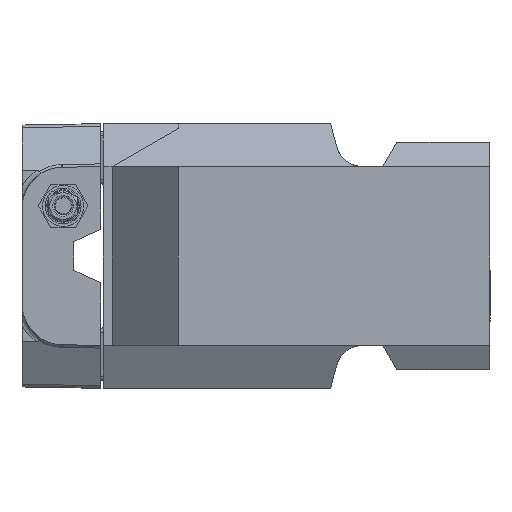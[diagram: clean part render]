
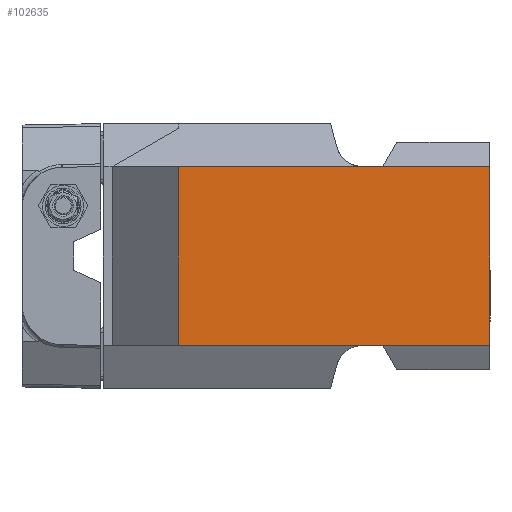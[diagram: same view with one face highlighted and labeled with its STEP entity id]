
A CAD part, left-side view. The second image highlights one B-rep face of the part: STEP entity #102635.
In plain terms, the highlighted planar face has unit normal (-1, 0, 0).
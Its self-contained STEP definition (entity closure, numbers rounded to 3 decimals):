
#9275 = CARTESIAN_POINT ( 'NONE',  ( -137.5, 174., -50. ) ) ;
#13008 = AXIS2_PLACEMENT_3D ( 'NONE', #95347, #160959, #63336 ) ;
#14309 = LINE ( 'NONE', #9275, #95936 ) ;
#17524 = ORIENTED_EDGE ( 'NONE', *, *, #25015, .T. ) ;
#18506 = VECTOR ( 'NONE', #130754, 1000. ) ;
#22420 = EDGE_CURVE ( 'NONE', #27535, #40682, #32033, .T. ) ;
#24819 = FACE_OUTER_BOUND ( 'NONE', #72430, .T. ) ;
#25015 = EDGE_CURVE ( 'NONE', #65184, #27535, #207144, .T. ) ;
#27535 = VERTEX_POINT ( 'NONE', #171139 ) ;
#32033 = LINE ( 'NONE', #88983, #118769 ) ;
#36532 = LINE ( 'NONE', #188873, #74787 ) ;
#39311 = ORIENTED_EDGE ( 'NONE', *, *, #22420, .T. ) ;
#40682 = VERTEX_POINT ( 'NONE', #137157 ) ;
#42071 = DIRECTION ( 'NONE',  ( 0., 0., 1. ) ) ;
#46910 = PLANE ( 'NONE',  #13008 ) ;
#58654 = DIRECTION ( 'NONE',  ( 0., -1., 0. ) ) ;
#63336 = DIRECTION ( 'NONE',  ( 0., 0., 1. ) ) ;
#65184 = VERTEX_POINT ( 'NONE', #160847 ) ;
#72430 = EDGE_LOOP ( 'NONE', ( #39311, #120815, #195934, #17524 ) ) ;
#74787 = VECTOR ( 'NONE', #58654, 1000. ) ;
#88983 = CARTESIAN_POINT ( 'NONE',  ( -137.5, 0., -50. ) ) ;
#95347 = CARTESIAN_POINT ( 'NONE',  ( -137.5, 174., -50. ) ) ;
#95936 = VECTOR ( 'NONE', #42071, 1000. ) ;
#102635 = ADVANCED_FACE ( 'NONE', ( #24819 ), #46910, .T. ) ;
#118769 = VECTOR ( 'NONE', #202926, 1000. ) ;
#119697 = EDGE_CURVE ( 'NONE', #65184, #173994, #14309, .T. ) ;
#120815 = ORIENTED_EDGE ( 'NONE', *, *, #210912, .F. ) ;
#130754 = DIRECTION ( 'NONE',  ( 0., -1., 0. ) ) ;
#137157 = CARTESIAN_POINT ( 'NONE',  ( -137.5, 0., 50. ) ) ;
#160847 = CARTESIAN_POINT ( 'NONE',  ( -137.5, 174., -50. ) ) ;
#160959 = DIRECTION ( 'NONE',  ( -1., 0., 0. ) ) ;
#166821 = CARTESIAN_POINT ( 'NONE',  ( -137.5, 174., 50. ) ) ;
#171139 = CARTESIAN_POINT ( 'NONE',  ( -137.5, 0., -50. ) ) ;
#173994 = VERTEX_POINT ( 'NONE', #166821 ) ;
#188873 = CARTESIAN_POINT ( 'NONE',  ( -137.5, 174., 50. ) ) ;
#195488 = CARTESIAN_POINT ( 'NONE',  ( -137.5, 174., -50. ) ) ;
#195934 = ORIENTED_EDGE ( 'NONE', *, *, #119697, .F. ) ;
#202926 = DIRECTION ( 'NONE',  ( 0., 0., 1. ) ) ;
#207144 = LINE ( 'NONE', #195488, #18506 ) ;
#210912 = EDGE_CURVE ( 'NONE', #173994, #40682, #36532, .T. ) ;
